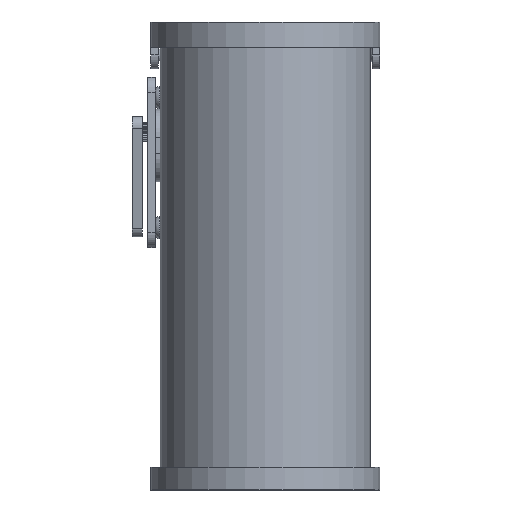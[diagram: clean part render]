
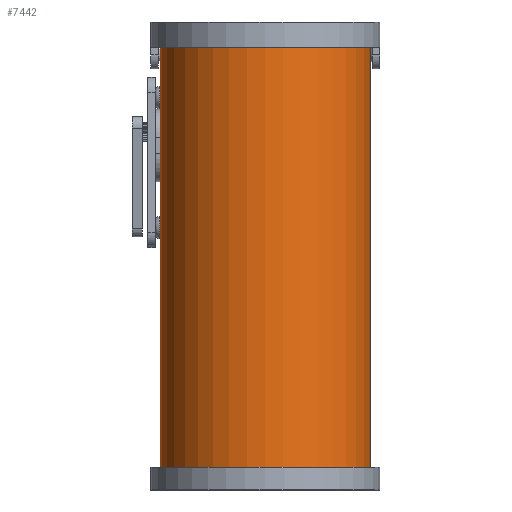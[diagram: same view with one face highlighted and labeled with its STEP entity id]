
A CAD part, top view. The second image highlights one B-rep face of the part: STEP entity #7442.
In plain terms, the highlighted cylindrical face has radius 21 mm (diameter 42 mm), a partial arc.
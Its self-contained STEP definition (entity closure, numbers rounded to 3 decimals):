
#846=FACE_OUTER_BOUND('',#1302,.T.);
#1302=EDGE_LOOP('',(#6107,#6108,#6109,#6110));
#1926=LINE('',#11536,#2667);
#1949=LINE('',#11599,#2690);
#2667=VECTOR('',#9436,10.);
#2690=VECTOR('',#9509,10.);
#3086=CIRCLE('',#8040,21.);
#3092=CIRCLE('',#8053,21.);
#3490=VERTEX_POINT('',#11419);
#3491=VERTEX_POINT('',#11421);
#3531=VERTEX_POINT('',#11518);
#3532=VERTEX_POINT('',#11520);
#4337=EDGE_CURVE('',#3490,#3491,#3086,.T.);
#4388=EDGE_CURVE('',#3531,#3532,#3092,.T.);
#4396=EDGE_CURVE('',#3490,#3532,#1926,.T.);
#4426=EDGE_CURVE('',#3491,#3531,#1949,.T.);
#6107=ORIENTED_EDGE('',*,*,#4396,.T.);
#6108=ORIENTED_EDGE('',*,*,#4388,.F.);
#6109=ORIENTED_EDGE('',*,*,#4426,.F.);
#6110=ORIENTED_EDGE('',*,*,#4337,.F.);
#7122=CYLINDRICAL_SURFACE('',#8117,21.);
#7442=ADVANCED_FACE('',(#846),#7122,.T.);
#8040=AXIS2_PLACEMENT_3D('',#11422,#9349,#9350);
#8053=AXIS2_PLACEMENT_3D('',#11521,#9420,#9421);
#8117=AXIS2_PLACEMENT_3D('',#11685,#9608,#9609);
#9349=DIRECTION('center_axis',(0.,-1.,0.));
#9350=DIRECTION('ref_axis',(-1.,0.,0.));
#9420=DIRECTION('center_axis',(0.,1.,0.));
#9421=DIRECTION('ref_axis',(-1.,0.,0.));
#9436=DIRECTION('',(0.,1.,0.));
#9509=DIRECTION('',(0.,1.,0.));
#9608=DIRECTION('center_axis',(0.,1.,0.));
#9609=DIRECTION('ref_axis',(-1.,0.,0.));
#11419=CARTESIAN_POINT('',(21.,-45.,14.5));
#11421=CARTESIAN_POINT('',(-21.,-45.,14.5));
#11422=CARTESIAN_POINT('Origin',(0.,-45.,14.5));
#11518=CARTESIAN_POINT('',(-21.,45.,14.5));
#11520=CARTESIAN_POINT('',(21.,45.,14.5));
#11521=CARTESIAN_POINT('Origin',(0.,45.,14.5));
#11536=CARTESIAN_POINT('',(21.,0.,14.5));
#11599=CARTESIAN_POINT('',(-21.,0.,14.5));
#11685=CARTESIAN_POINT('Origin',(0.,0.,14.5));
